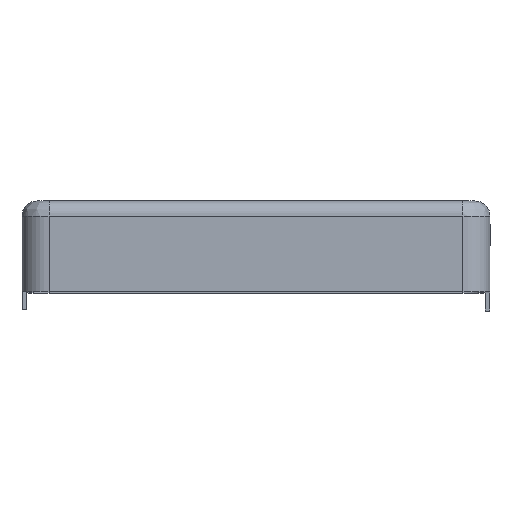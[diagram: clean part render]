
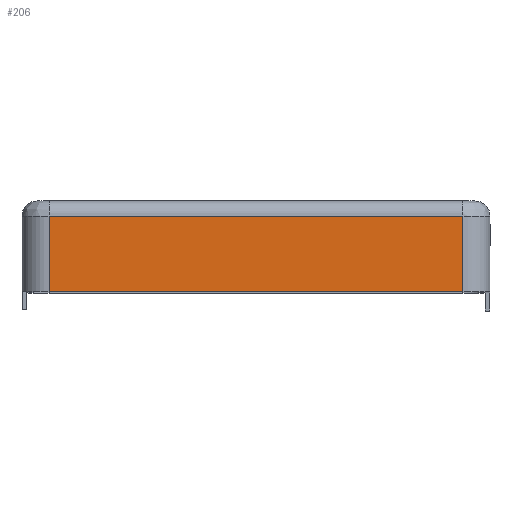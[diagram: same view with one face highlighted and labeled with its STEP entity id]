
A CAD part, top view. The second image highlights one B-rep face of the part: STEP entity #206.
In plain terms, the highlighted planar face has unit normal (0, 0, 1).
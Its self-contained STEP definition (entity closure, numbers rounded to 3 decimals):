
#206 = ADVANCED_FACE( 'NONE', ( #450 ), #451, .T. );
#450 = FACE_OUTER_BOUND( '', #807, .T. );
#451 = PLANE( '', #808 );
#807 = EDGE_LOOP( '', ( #1373, #1374, #1375, #1376 ) );
#808 = AXIS2_PLACEMENT_3D( '', #1377, #1378, #1379 );
#1373 = ORIENTED_EDGE( '', *, *, #1613, .T. );
#1374 = ORIENTED_EDGE( '', *, *, #1654, .F. );
#1375 = ORIENTED_EDGE( '', *, *, #1746, .F. );
#1376 = ORIENTED_EDGE( '', *, *, #1827, .T. );
#1377 = CARTESIAN_POINT( '', ( -13.7, 0., 28.5 ) );
#1378 = DIRECTION( '', ( 0., 0., 1. ) );
#1379 = DIRECTION( '', ( 1., 0., 0. ) );
#1613 = EDGE_CURVE( 'NONE', #1906, #1904, #1907, .T. );
#1654 = EDGE_CURVE( 'NONE', #1975, #1904, #1978, .T. );
#1746 = EDGE_CURVE( 'NONE', #1926, #1975, #2123, .T. );
#1827 = EDGE_CURVE( 'NONE', #1926, #1906, #2238, .T. );
#1904 = VERTEX_POINT( 'NONE', #2329 );
#1906 = VERTEX_POINT( 'NONE', #2331 );
#1907 = LINE( '', #2332, #2333 );
#1926 = VERTEX_POINT( 'NONE', #2357 );
#1975 = VERTEX_POINT( 'NONE', #2416 );
#1978 = LINE( '', #2419, #2420 );
#2123 = LINE( '', #2607, #2608 );
#2238 = LINE( '', #2751, #2752 );
#2329 = CARTESIAN_POINT( '', ( 13.7, -6., 28.5 ) );
#2331 = CARTESIAN_POINT( '', ( -13.7, -6., 28.5 ) );
#2332 = CARTESIAN_POINT( '', ( -13.7, -6., 28.5 ) );
#2333 = VECTOR( '', #2848, 1000. );
#2357 = CARTESIAN_POINT( '', ( -13.7, -1., 28.5 ) );
#2416 = CARTESIAN_POINT( '', ( 13.7, -1., 28.5 ) );
#2419 = CARTESIAN_POINT( '', ( 13.7, 0., 28.5 ) );
#2420 = VECTOR( '', #2912, 1000. );
#2607 = CARTESIAN_POINT( '', ( -13.7, -1., 28.5 ) );
#2608 = VECTOR( '', #3051, 1000. );
#2751 = CARTESIAN_POINT( '', ( -13.7, 0., 28.5 ) );
#2752 = VECTOR( '', #3173, 1000. );
#2848 = DIRECTION( '', ( 1., 0., 0. ) );
#2912 = DIRECTION( '', ( 0., -1., 0. ) );
#3051 = DIRECTION( '', ( 1., 0., 0. ) );
#3173 = DIRECTION( '', ( 0., -1., 0. ) );
